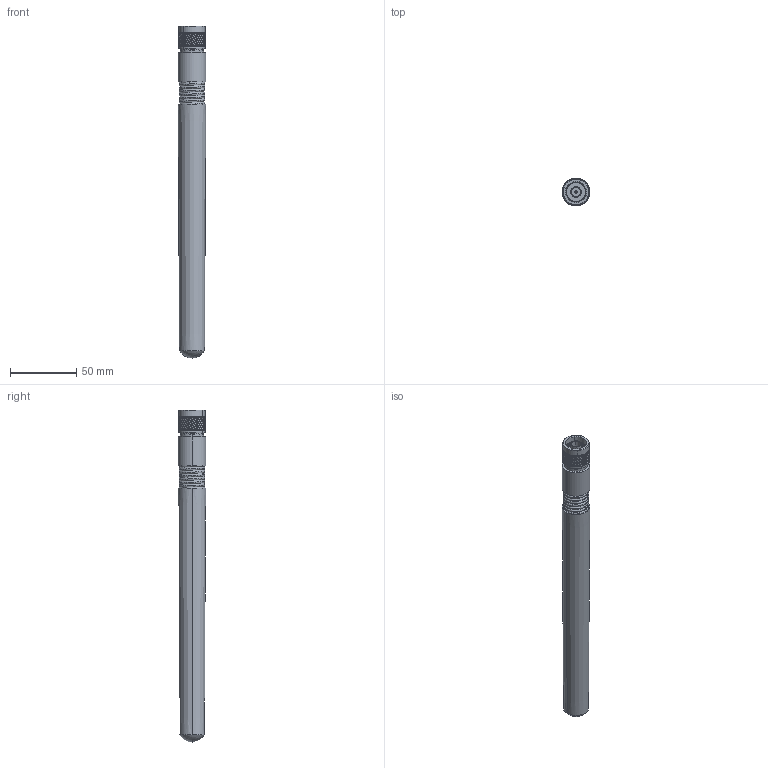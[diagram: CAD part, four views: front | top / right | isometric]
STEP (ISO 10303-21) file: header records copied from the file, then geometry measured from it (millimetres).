
FILE_DESCRIPTION (( 'STEP AP214' ), '1' );
FILE_NAME ('FM51121_3D.step', '2023-01-20T21:44:37', ( '' ), ( '' ), 'SwSTEP 2.0', 'SolidWorks 2022', '' );
FILE_SCHEMA (( 'AUTOMOTIVE_DESIGN' ));
Length unit declared in the file: inch
Products named in the file (3): FMCN1813; FM51121; FM51121_3D
Assembly tree (2 placements, depth 2):
  FM51121_3D
    FM51121
    FMCN1813
Bounding box: 21 x 21 x 250.52 mm (x, y, z)
Volume: 75828.8 mm3; surface area: 19969.1 mm2
Topology: 3 solids, 3 shells, 1011 faces, 2971 edges, 1976 vertices
Faces by surface type: bspline 637, cylinder 271, plane 51, cone 44, torus 6, sphere 2
Entity records: 52763 total; most frequent: CARTESIAN_POINT 34745, ORIENTED_EDGE 5942, EDGE_CURVE 2971, VERTEX_POINT 1976, B_SPLINE_CURVE_WITH_KNOTS 1411, DIRECTION 1150, EDGE_LOOP 1023, ADVANCED_FACE 1011
